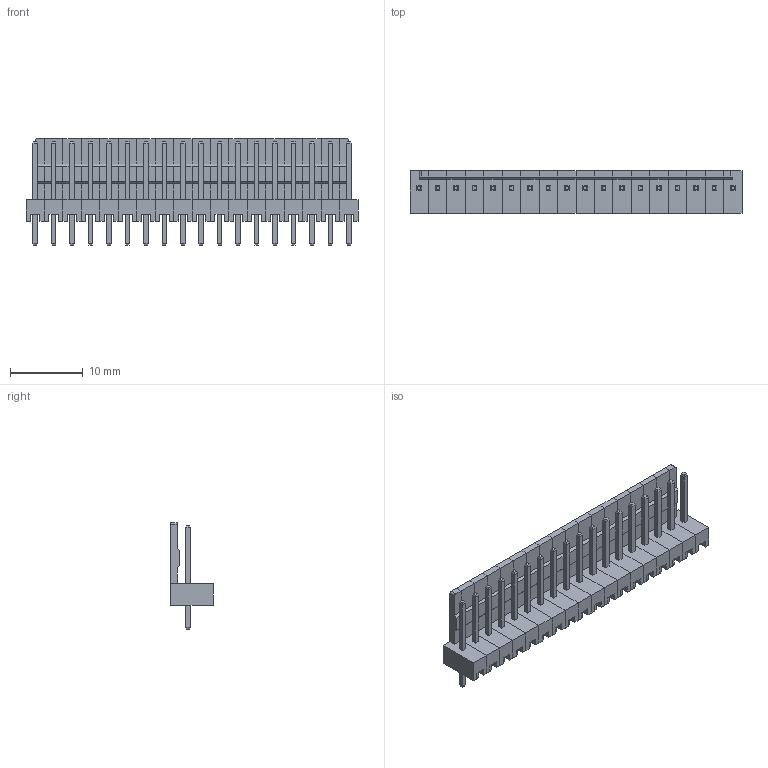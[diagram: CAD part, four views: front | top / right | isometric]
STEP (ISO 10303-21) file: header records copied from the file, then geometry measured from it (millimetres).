
FILE_DESCRIPTION(/* description */ (''),/* implementation_level */ '2;1');
FILE_NAME(/* name */ 'Component''WF-18.stp',/* time_stamp */ '2020-05-21T10:49:57+03:00',/* author */ ('perevozchikovaa'),/* organization */ (''),/* preprocessor_version */ 'ST-DEVELOPER v17.2',/* originating_system */ 'Autodesk Inventor 2019',/* authorisation */ '');
FILE_SCHEMA (('AUTOMOTIVE_DESIGN { 1 0 10303 214 3 1 1 }'));
Length unit declared in the file: millimetre
Products named in the file (4): Сборка1; WF_l; WF_r; WF_m
Assembly tree (18 placements, depth 2):
  Сборка1
    WF_l
    WF_r
    WF_m  x16
Bounding box: 45.72 x 5.9 x 14.7 mm (x, y, z)
Volume: 1118.2 mm3; surface area: 3207 mm2
Topology: 18 solids, 18 shells, 616 faces, 1488 edges, 944 vertices
Faces by surface type: plane 614, cylinder 2
Entity records: 3437 total; most frequent: CARTESIAN_POINT 550, DIRECTION 518, ORIENTED_EDGE 516, EDGE_CURVE 258, LINE 254, VECTOR 254, VERTEX_POINT 164, AXIS2_PLACEMENT_3D 132
